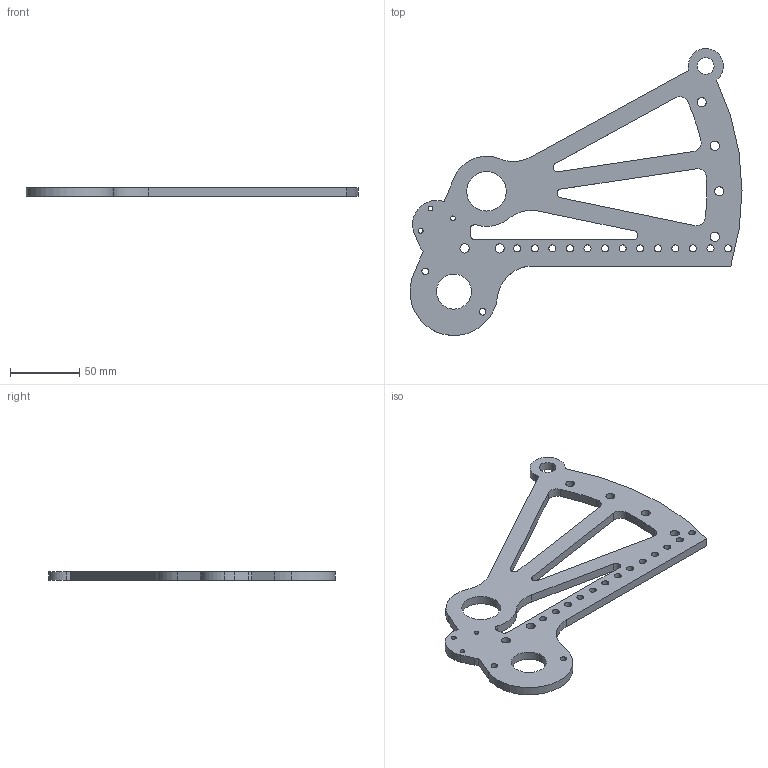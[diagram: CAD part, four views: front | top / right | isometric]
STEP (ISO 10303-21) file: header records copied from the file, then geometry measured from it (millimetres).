
FILE_DESCRIPTION (( 'STEP AP214' ), '1' );
FILE_NAME ('Side Plate 2in.STEP', '2026-01-19T23:39:30', ( '' ), ( '' ), 'SwSTEP 2.0', 'SolidWorks 2026', '' );
FILE_SCHEMA (( 'AUTOMOTIVE_DESIGN' ));
Length unit declared in the file: inch
Products named in the file (1): Side Plate 2in
Bounding box: 239.98 x 207.37 x 6.35 mm (x, y, z)
Volume: 109747 mm3; surface area: 48166.6 mm2
Topology: 1 solids, 1 shells, 96 faces, 282 edges, 188 vertices
Faces by surface type: cylinder 82, plane 14
Entity records: 3437 total; most frequent: DIRECTION 640, CARTESIAN_POINT 567, ORIENTED_EDGE 564, EDGE_CURVE 282, AXIS2_PLACEMENT_3D 261, VERTEX_POINT 188, CIRCLE 164, EDGE_LOOP 156
